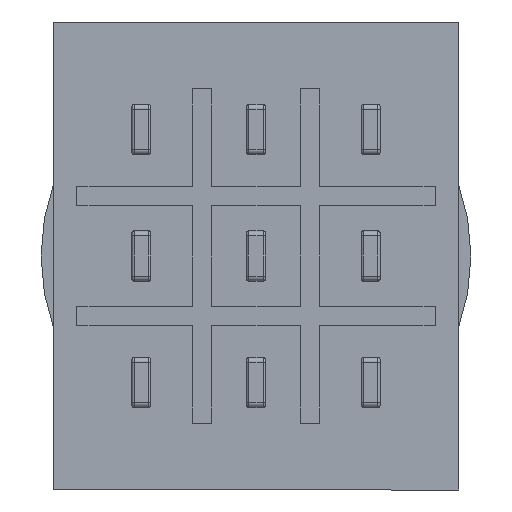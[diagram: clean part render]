
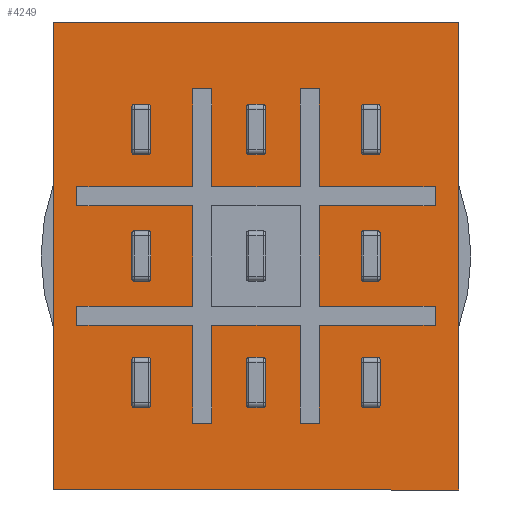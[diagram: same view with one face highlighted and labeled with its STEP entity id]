
A CAD part, front view. The second image highlights one B-rep face of the part: STEP entity #4249.
In plain terms, the highlighted planar face has unit normal (0, -1, 0).
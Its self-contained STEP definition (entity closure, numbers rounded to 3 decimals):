
#728=FACE_BOUND('',#1081,.T.);
#774=FACE_OUTER_BOUND('',#1080,.T.);
#1080=EDGE_LOOP('',(#3008,#3009,#3010,#3011));
#1081=EDGE_LOOP('',(#3012,#3013,#3014,#3015,#3016,#3017,#3018,#3019,#3020,
#3021,#3022,#3023,#3024,#3025,#3026,#3027,#3028,#3029,#3030,#3031,#3032,
#3033,#3034,#3035,#3036,#3037,#3038,#3039));
#1377=LINE('',#6581,#1616);
#1381=LINE('',#6589,#1620);
#1384=LINE('',#6595,#1623);
#1387=LINE('',#6601,#1626);
#1390=LINE('',#6607,#1629);
#1393=LINE('',#6613,#1632);
#1396=LINE('',#6619,#1635);
#1399=LINE('',#6625,#1638);
#1402=LINE('',#6631,#1641);
#1405=LINE('',#6637,#1644);
#1408=LINE('',#6643,#1647);
#1411=LINE('',#6649,#1650);
#1414=LINE('',#6655,#1653);
#1417=LINE('',#6661,#1656);
#1420=LINE('',#6667,#1659);
#1423=LINE('',#6673,#1662);
#1426=LINE('',#6679,#1665);
#1429=LINE('',#6685,#1668);
#1432=LINE('',#6691,#1671);
#1435=LINE('',#6697,#1674);
#1438=LINE('',#6703,#1677);
#1441=LINE('',#6709,#1680);
#1444=LINE('',#6715,#1683);
#1447=LINE('',#6721,#1686);
#1450=LINE('',#6727,#1689);
#1453=LINE('',#6733,#1692);
#1456=LINE('',#6739,#1695);
#1459=LINE('',#6744,#1698);
#1461=LINE('',#6750,#1700);
#1462=LINE('',#6752,#1701);
#1463=LINE('',#6754,#1702);
#1464=LINE('',#6755,#1703);
#1616=VECTOR('',#5193,10.);
#1620=VECTOR('',#5199,10.);
#1623=VECTOR('',#5204,10.);
#1626=VECTOR('',#5209,10.);
#1629=VECTOR('',#5214,10.);
#1632=VECTOR('',#5219,10.);
#1635=VECTOR('',#5224,10.);
#1638=VECTOR('',#5229,10.);
#1641=VECTOR('',#5234,10.);
#1644=VECTOR('',#5239,10.);
#1647=VECTOR('',#5244,10.);
#1650=VECTOR('',#5249,10.);
#1653=VECTOR('',#5254,10.);
#1656=VECTOR('',#5259,10.);
#1659=VECTOR('',#5264,10.);
#1662=VECTOR('',#5269,10.);
#1665=VECTOR('',#5274,10.);
#1668=VECTOR('',#5279,10.);
#1671=VECTOR('',#5284,10.);
#1674=VECTOR('',#5289,10.);
#1677=VECTOR('',#5294,10.);
#1680=VECTOR('',#5299,10.);
#1683=VECTOR('',#5304,10.);
#1686=VECTOR('',#5309,10.);
#1689=VECTOR('',#5314,10.);
#1692=VECTOR('',#5319,10.);
#1695=VECTOR('',#5324,10.);
#1698=VECTOR('',#5329,10.);
#1700=VECTOR('',#5335,10.);
#1701=VECTOR('',#5336,10.);
#1702=VECTOR('',#5337,10.);
#1703=VECTOR('',#5338,10.);
#1851=VERTEX_POINT('',#6579);
#1852=VERTEX_POINT('',#6580);
#1855=VERTEX_POINT('',#6588);
#1857=VERTEX_POINT('',#6594);
#1859=VERTEX_POINT('',#6600);
#1861=VERTEX_POINT('',#6606);
#1863=VERTEX_POINT('',#6612);
#1865=VERTEX_POINT('',#6618);
#1867=VERTEX_POINT('',#6624);
#1869=VERTEX_POINT('',#6630);
#1871=VERTEX_POINT('',#6636);
#1873=VERTEX_POINT('',#6642);
#1875=VERTEX_POINT('',#6648);
#1877=VERTEX_POINT('',#6654);
#1879=VERTEX_POINT('',#6660);
#1881=VERTEX_POINT('',#6666);
#1883=VERTEX_POINT('',#6672);
#1885=VERTEX_POINT('',#6678);
#1887=VERTEX_POINT('',#6684);
#1889=VERTEX_POINT('',#6690);
#1891=VERTEX_POINT('',#6696);
#1893=VERTEX_POINT('',#6702);
#1895=VERTEX_POINT('',#6708);
#1897=VERTEX_POINT('',#6714);
#1899=VERTEX_POINT('',#6720);
#1901=VERTEX_POINT('',#6726);
#1903=VERTEX_POINT('',#6732);
#1905=VERTEX_POINT('',#6738);
#1907=VERTEX_POINT('',#6748);
#1908=VERTEX_POINT('',#6749);
#1909=VERTEX_POINT('',#6751);
#1910=VERTEX_POINT('',#6753);
#2214=EDGE_CURVE('',#1851,#1852,#1377,.T.);
#2218=EDGE_CURVE('',#1852,#1855,#1381,.T.);
#2221=EDGE_CURVE('',#1855,#1857,#1384,.T.);
#2224=EDGE_CURVE('',#1857,#1859,#1387,.T.);
#2227=EDGE_CURVE('',#1859,#1861,#1390,.T.);
#2230=EDGE_CURVE('',#1861,#1863,#1393,.T.);
#2233=EDGE_CURVE('',#1863,#1865,#1396,.T.);
#2236=EDGE_CURVE('',#1865,#1867,#1399,.T.);
#2239=EDGE_CURVE('',#1867,#1869,#1402,.T.);
#2242=EDGE_CURVE('',#1869,#1871,#1405,.T.);
#2245=EDGE_CURVE('',#1871,#1873,#1408,.T.);
#2248=EDGE_CURVE('',#1873,#1875,#1411,.T.);
#2251=EDGE_CURVE('',#1875,#1877,#1414,.T.);
#2254=EDGE_CURVE('',#1877,#1879,#1417,.T.);
#2257=EDGE_CURVE('',#1879,#1881,#1420,.T.);
#2260=EDGE_CURVE('',#1881,#1883,#1423,.T.);
#2263=EDGE_CURVE('',#1883,#1885,#1426,.T.);
#2266=EDGE_CURVE('',#1885,#1887,#1429,.T.);
#2269=EDGE_CURVE('',#1887,#1889,#1432,.T.);
#2272=EDGE_CURVE('',#1889,#1891,#1435,.T.);
#2275=EDGE_CURVE('',#1891,#1893,#1438,.T.);
#2278=EDGE_CURVE('',#1893,#1895,#1441,.T.);
#2281=EDGE_CURVE('',#1895,#1897,#1444,.T.);
#2284=EDGE_CURVE('',#1897,#1899,#1447,.T.);
#2287=EDGE_CURVE('',#1899,#1901,#1450,.T.);
#2290=EDGE_CURVE('',#1901,#1903,#1453,.T.);
#2293=EDGE_CURVE('',#1903,#1905,#1456,.T.);
#2296=EDGE_CURVE('',#1905,#1851,#1459,.T.);
#2298=EDGE_CURVE('',#1907,#1908,#1461,.T.);
#2299=EDGE_CURVE('',#1908,#1909,#1462,.T.);
#2300=EDGE_CURVE('',#1909,#1910,#1463,.T.);
#2301=EDGE_CURVE('',#1910,#1907,#1464,.T.);
#3008=ORIENTED_EDGE('',*,*,#2298,.T.);
#3009=ORIENTED_EDGE('',*,*,#2299,.T.);
#3010=ORIENTED_EDGE('',*,*,#2300,.T.);
#3011=ORIENTED_EDGE('',*,*,#2301,.T.);
#3012=ORIENTED_EDGE('',*,*,#2214,.T.);
#3013=ORIENTED_EDGE('',*,*,#2218,.T.);
#3014=ORIENTED_EDGE('',*,*,#2221,.T.);
#3015=ORIENTED_EDGE('',*,*,#2224,.T.);
#3016=ORIENTED_EDGE('',*,*,#2227,.T.);
#3017=ORIENTED_EDGE('',*,*,#2230,.T.);
#3018=ORIENTED_EDGE('',*,*,#2233,.T.);
#3019=ORIENTED_EDGE('',*,*,#2236,.T.);
#3020=ORIENTED_EDGE('',*,*,#2239,.T.);
#3021=ORIENTED_EDGE('',*,*,#2242,.T.);
#3022=ORIENTED_EDGE('',*,*,#2245,.T.);
#3023=ORIENTED_EDGE('',*,*,#2248,.T.);
#3024=ORIENTED_EDGE('',*,*,#2251,.T.);
#3025=ORIENTED_EDGE('',*,*,#2254,.T.);
#3026=ORIENTED_EDGE('',*,*,#2257,.T.);
#3027=ORIENTED_EDGE('',*,*,#2260,.T.);
#3028=ORIENTED_EDGE('',*,*,#2263,.T.);
#3029=ORIENTED_EDGE('',*,*,#2266,.T.);
#3030=ORIENTED_EDGE('',*,*,#2269,.T.);
#3031=ORIENTED_EDGE('',*,*,#2272,.T.);
#3032=ORIENTED_EDGE('',*,*,#2275,.T.);
#3033=ORIENTED_EDGE('',*,*,#2278,.T.);
#3034=ORIENTED_EDGE('',*,*,#2281,.T.);
#3035=ORIENTED_EDGE('',*,*,#2284,.T.);
#3036=ORIENTED_EDGE('',*,*,#2287,.T.);
#3037=ORIENTED_EDGE('',*,*,#2290,.T.);
#3038=ORIENTED_EDGE('',*,*,#2293,.T.);
#3039=ORIENTED_EDGE('',*,*,#2296,.T.);
#4173=PLANE('',#4629);
#4249=ADVANCED_FACE('',(#774,#728),#4173,.T.);
#4629=AXIS2_PLACEMENT_3D('',#6747,#5333,#5334);
#5193=DIRECTION('',(1.,0.,0.));
#5199=DIRECTION('',(0.,0.,1.));
#5204=DIRECTION('',(1.,0.,0.));
#5209=DIRECTION('',(0.,0.,-1.));
#5214=DIRECTION('',(1.,0.,0.));
#5219=DIRECTION('',(0.,0.,1.));
#5224=DIRECTION('',(1.,0.,0.));
#5229=DIRECTION('',(0.,0.,-1.));
#5234=DIRECTION('',(1.,0.,0.));
#5239=DIRECTION('',(0.,0.,-1.));
#5244=DIRECTION('',(-1.,0.,0.));
#5249=DIRECTION('',(0.,0.,-1.));
#5254=DIRECTION('',(1.,0.,0.));
#5259=DIRECTION('',(0.,0.,-1.));
#5264=DIRECTION('',(-1.,0.,0.));
#5269=DIRECTION('',(0.,0.,-1.));
#5274=DIRECTION('',(-1.,0.,0.));
#5279=DIRECTION('',(0.,0.,1.));
#5284=DIRECTION('',(-1.,0.,0.));
#5289=DIRECTION('',(0.,0.,-1.));
#5294=DIRECTION('',(-1.,0.,0.));
#5299=DIRECTION('',(0.,0.,1.));
#5304=DIRECTION('',(-1.,0.,0.));
#5309=DIRECTION('',(0.,0.,1.));
#5314=DIRECTION('',(1.,0.,0.));
#5319=DIRECTION('',(0.,0.,1.));
#5324=DIRECTION('',(-1.,0.,0.));
#5329=DIRECTION('',(0.,0.,1.));
#5333=DIRECTION('center_axis',(0.,-1.,0.));
#5334=DIRECTION('ref_axis',(0.,0.,-1.));
#5335=DIRECTION('',(-1.,0.,0.));
#5336=DIRECTION('',(0.,0.,-1.));
#5337=DIRECTION('',(1.,0.,0.));
#5338=DIRECTION('',(0.,0.,1.));
#6579=CARTESIAN_POINT('',(-7.5,-14.,2.9));
#6580=CARTESIAN_POINT('',(-2.65,-14.,2.9));
#6581=CARTESIAN_POINT('',(-1.325,-14.,2.9));
#6588=CARTESIAN_POINT('',(-2.65,-14.,7.));
#6589=CARTESIAN_POINT('',(-2.65,-14.,3.5));
#6594=CARTESIAN_POINT('',(-1.85,-14.,7.));
#6595=CARTESIAN_POINT('',(-0.925,-14.,7.));
#6600=CARTESIAN_POINT('',(-1.85,-14.,2.9));
#6601=CARTESIAN_POINT('',(-1.85,-14.,1.45));
#6606=CARTESIAN_POINT('',(1.85,-14.,2.9));
#6607=CARTESIAN_POINT('',(0.925,-14.,2.9));
#6612=CARTESIAN_POINT('',(1.85,-14.,7.));
#6613=CARTESIAN_POINT('',(1.85,-14.,3.5));
#6618=CARTESIAN_POINT('',(2.65,-14.,7.));
#6619=CARTESIAN_POINT('',(1.325,-14.,7.));
#6624=CARTESIAN_POINT('',(2.65,-14.,2.9));
#6625=CARTESIAN_POINT('',(2.65,-14.,1.45));
#6630=CARTESIAN_POINT('',(7.5,-14.,2.9));
#6631=CARTESIAN_POINT('',(3.75,-14.,2.9));
#6636=CARTESIAN_POINT('',(7.5,-14.,2.1));
#6637=CARTESIAN_POINT('',(7.5,-14.,1.05));
#6642=CARTESIAN_POINT('',(2.65,-14.,2.1));
#6643=CARTESIAN_POINT('',(1.325,-14.,2.1));
#6648=CARTESIAN_POINT('',(2.65,-14.,-2.1));
#6649=CARTESIAN_POINT('',(2.65,-14.,-1.05));
#6654=CARTESIAN_POINT('',(7.5,-14.,-2.1));
#6655=CARTESIAN_POINT('',(3.75,-14.,-2.1));
#6660=CARTESIAN_POINT('',(7.5,-14.,-2.9));
#6661=CARTESIAN_POINT('',(7.5,-14.,-1.45));
#6666=CARTESIAN_POINT('',(2.65,-14.,-2.9));
#6667=CARTESIAN_POINT('',(1.325,-14.,-2.9));
#6672=CARTESIAN_POINT('',(2.65,-14.,-7.));
#6673=CARTESIAN_POINT('',(2.65,-14.,-3.5));
#6678=CARTESIAN_POINT('',(1.85,-14.,-7.));
#6679=CARTESIAN_POINT('',(0.925,-14.,-7.));
#6684=CARTESIAN_POINT('',(1.85,-14.,-2.9));
#6685=CARTESIAN_POINT('',(1.85,-14.,-1.45));
#6690=CARTESIAN_POINT('',(-1.85,-14.,-2.9));
#6691=CARTESIAN_POINT('',(-0.925,-14.,-2.9));
#6696=CARTESIAN_POINT('',(-1.85,-14.,-7.));
#6697=CARTESIAN_POINT('',(-1.85,-14.,-3.5));
#6702=CARTESIAN_POINT('',(-2.65,-14.,-7.));
#6703=CARTESIAN_POINT('',(-1.325,-14.,-7.));
#6708=CARTESIAN_POINT('',(-2.65,-14.,-2.9));
#6709=CARTESIAN_POINT('',(-2.65,-14.,-1.45));
#6714=CARTESIAN_POINT('',(-7.5,-14.,-2.9));
#6715=CARTESIAN_POINT('',(-3.75,-14.,-2.9));
#6720=CARTESIAN_POINT('',(-7.5,-14.,-2.1));
#6721=CARTESIAN_POINT('',(-7.5,-14.,-1.05));
#6726=CARTESIAN_POINT('',(-2.65,-14.,-2.1));
#6727=CARTESIAN_POINT('',(-1.325,-14.,-2.1));
#6732=CARTESIAN_POINT('',(-2.65,-14.,2.1));
#6733=CARTESIAN_POINT('',(-2.65,-14.,1.05));
#6738=CARTESIAN_POINT('',(-7.5,-14.,2.1));
#6739=CARTESIAN_POINT('',(-3.75,-14.,2.1));
#6744=CARTESIAN_POINT('',(-7.5,-14.,1.45));
#6747=CARTESIAN_POINT('Origin',(0.,-14.,0.));
#6748=CARTESIAN_POINT('',(8.5,-14.,9.8));
#6749=CARTESIAN_POINT('',(-8.5,-14.,9.8));
#6750=CARTESIAN_POINT('',(8.5,-14.,9.8));
#6751=CARTESIAN_POINT('',(-8.5,-14.,-9.8));
#6752=CARTESIAN_POINT('',(-8.5,-14.,9.8));
#6753=CARTESIAN_POINT('',(8.5,-14.,-9.8));
#6754=CARTESIAN_POINT('',(-8.5,-14.,-9.8));
#6755=CARTESIAN_POINT('',(8.5,-14.,-9.8));
